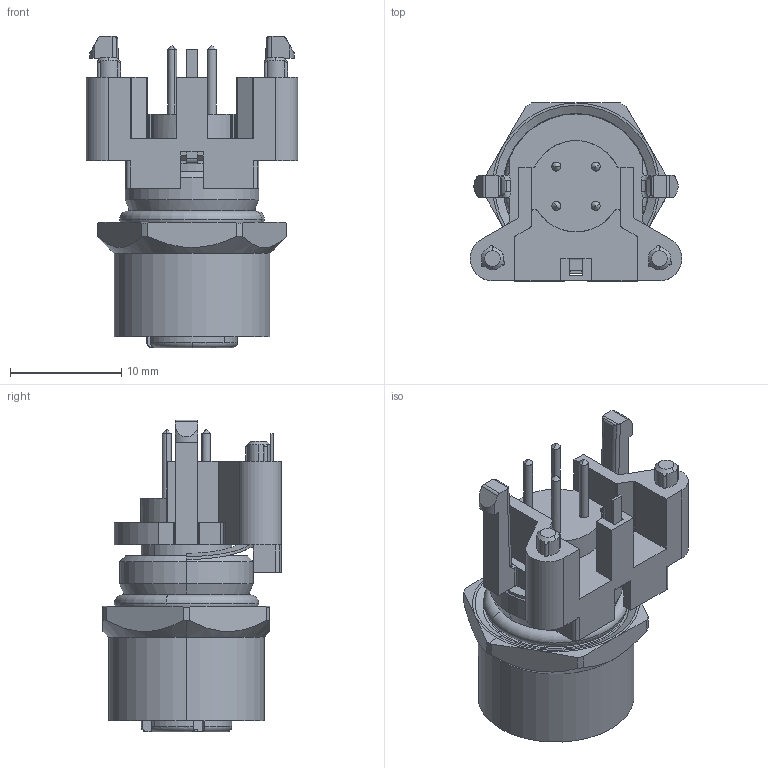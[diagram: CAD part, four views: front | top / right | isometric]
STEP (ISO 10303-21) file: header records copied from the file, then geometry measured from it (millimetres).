
FILE_DESCRIPTION(('CATIA V5R24 STEP','CAx-IF Rec.Pracs.--- Model Styling and Organization---1.2---2011-12-15'),'2;1');
FILE_NAME ('D1461942_0_2424140000_2424140000.stp','2017-05-02T13:10:47+00:00',('none'),('Weidmueller'),'CATIA Version 5-6 Release 2014 SP4 HF52','CATIA V5 STEP AP214','none');
FILE_SCHEMA(('AUTOMOTIVE_DESIGN { 1 0 10303 214 1 1 1 1 }'));
Length unit declared in the file: millimetre
Products named in the file (1): 2424140000
Bounding box: 19 x 16 x 28 mm (x, y, z)
Volume: 2893.2 mm3; surface area: 3464.4 mm2
Topology: 4 solids, 4 shells, 414 faces, 1209 edges, 820 vertices
Faces by surface type: plane 177, cylinder 145, bspline 43, cone 28, torus 21
Entity records: 14814 total; most frequent: CARTESIAN_POINT 4674, ORIENTED_EDGE 2418, DIRECTION 1547, EDGE_CURVE 1209, VERTEX_POINT 820, AXIS2_PLACEMENT_3D 609, VECTOR 586, LINE 586
